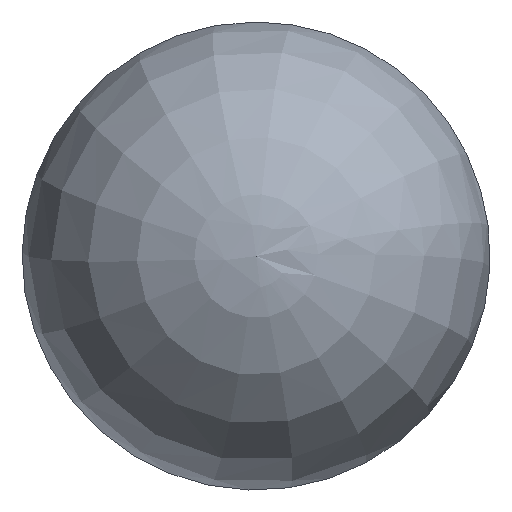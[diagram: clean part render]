
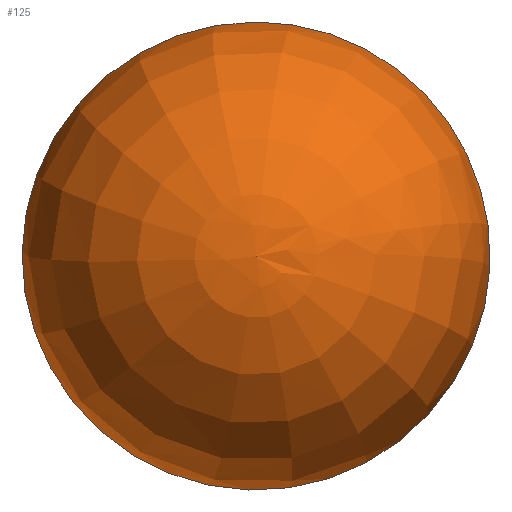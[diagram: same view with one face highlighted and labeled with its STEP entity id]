
A CAD part, left-side view. The second image highlights one B-rep face of the part: STEP entity #125.
In plain terms, the highlighted face is a revolution surface.
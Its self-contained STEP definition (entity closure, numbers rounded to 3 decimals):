
#42=SURFACE_OF_REVOLUTION('',#56,#49);
#49=AXIS1_PLACEMENT('',#381,#310);
#56=B_SPLINE_CURVE_WITH_KNOTS('',3,(#363,#364,#365,#366,#367,#368,#369,
#370,#371,#372,#373,#374,#375,#376,#377,#378,#379,#380),.UNSPECIFIED.,.F.,
 .F.,(4,2,2,2,2,2,2,2,4),(0.,0.125,0.25,0.375,
0.5,0.625,0.75,0.875,
1.),.UNSPECIFIED.);
#57=VERTEX_LOOP('',#205);
#99=FACE_BOUND('',#57,.T.);
#100=FACE_BOUND('',#153,.T.);
#125=ADVANCED_FACE('',(#99,#100),#42,.T.);
#153=EDGE_LOOP('',(#183));
#183=ORIENTED_EDGE('',*,*,#221,.T.);
#205=VERTEX_POINT('',#360);
#206=VERTEX_POINT('',#362);
#221=EDGE_CURVE('',#206,#206,#236,.T.);
#236=CIRCLE('',#262,8.062);
#262=AXIS2_PLACEMENT_3D('',#361,#308,#309);
#308=DIRECTION('',(-1.,0.,0.));
#309=DIRECTION('',(0.,0.,1.));
#310=DIRECTION('',(-1.,0.,0.));
#360=CARTESIAN_POINT('',(0.,0.,0.));
#361=CARTESIAN_POINT('',(8.13,0.,0.));
#362=CARTESIAN_POINT('',(8.13,0.,8.062));
#363=CARTESIAN_POINT('',(8.13,-7.999,1.003));
#364=CARTESIAN_POINT('',(7.601,-8.008,1.05));
#365=CARTESIAN_POINT('',(7.071,-7.964,1.085));
#366=CARTESIAN_POINT('',(6.031,-7.772,1.132));
#367=CARTESIAN_POINT('',(5.52,-7.624,1.143));
#368=CARTESIAN_POINT('',(4.538,-7.231,1.143));
#369=CARTESIAN_POINT('',(4.066,-6.986,1.131));
#370=CARTESIAN_POINT('',(3.18,-6.407,1.083));
#371=CARTESIAN_POINT('',(2.766,-6.074,1.048));
#372=CARTESIAN_POINT('',(2.012,-5.332,0.955));
#373=CARTESIAN_POINT('',(1.672,-4.923,0.897));
#374=CARTESIAN_POINT('',(1.079,-4.047,0.762));
#375=CARTESIAN_POINT('',(0.826,-3.579,0.685));
#376=CARTESIAN_POINT('',(0.417,-2.604,0.514));
#377=CARTESIAN_POINT('',(0.261,-2.095,0.42));
#378=CARTESIAN_POINT('',(0.053,-1.058,0.219));
#379=CARTESIAN_POINT('',(0.,-0.529,0.111));
#380=CARTESIAN_POINT('',(0.,0.,0.));
#381=CARTESIAN_POINT('',(8.,0.,0.));
